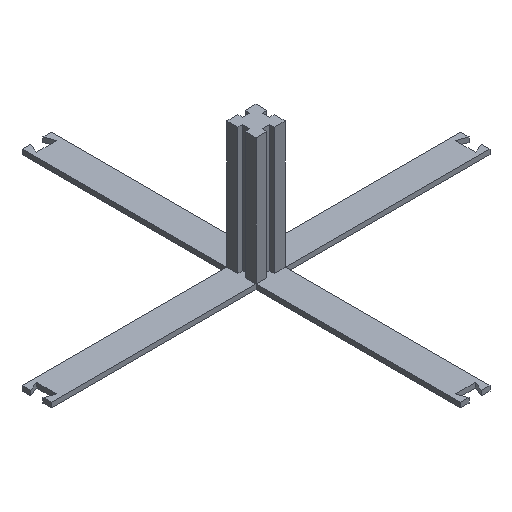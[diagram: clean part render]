
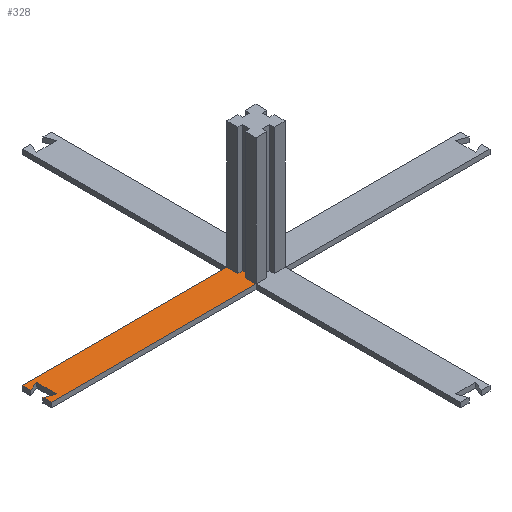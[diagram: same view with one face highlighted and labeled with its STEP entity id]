
A CAD part, isometric view. The second image highlights one B-rep face of the part: STEP entity #328.
In plain terms, the highlighted planar face has unit normal (0, 0, 1).
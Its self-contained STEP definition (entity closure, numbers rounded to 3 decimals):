
#24 = VERTEX_POINT('',#25);
#25 = CARTESIAN_POINT('',(-6.,6.,2.));
#31 = EDGE_CURVE('',#24,#32,#34,.T.);
#32 = VERTEX_POINT('',#33);
#33 = CARTESIAN_POINT('',(-90.,6.,2.));
#34 = LINE('',#35,#36);
#35 = CARTESIAN_POINT('',(-6.,6.,2.));
#36 = VECTOR('',#37,1.);
#37 = DIRECTION('',(-1.,0.,0.));
#93 = EDGE_CURVE('',#32,#94,#96,.T.);
#94 = VERTEX_POINT('',#95);
#95 = CARTESIAN_POINT('',(-90.,2.6,2.));
#96 = LINE('',#97,#98);
#97 = CARTESIAN_POINT('',(-90.,6.,2.));
#98 = VECTOR('',#99,1.);
#99 = DIRECTION('',(0.,-1.,0.));
#328 = ADVANCED_FACE('',(#329),#411,.T.);
#329 = FACE_BOUND('',#330,.T.);
#330 = EDGE_LOOP('',(#331,#339,#340,#341,#349,#357,#365,#373,#381,#389,
    #397,#405));
#331 = ORIENTED_EDGE('',*,*,#332,.F.);
#332 = EDGE_CURVE('',#24,#333,#335,.T.);
#333 = VERTEX_POINT('',#334);
#334 = CARTESIAN_POINT('',(-6.,1.5,2.));
#335 = LINE('',#336,#337);
#336 = CARTESIAN_POINT('',(-6.,6.,2.));
#337 = VECTOR('',#338,1.);
#338 = DIRECTION('',(0.,-1.,0.));
#339 = ORIENTED_EDGE('',*,*,#31,.T.);
#340 = ORIENTED_EDGE('',*,*,#93,.T.);
#341 = ORIENTED_EDGE('',*,*,#342,.T.);
#342 = EDGE_CURVE('',#94,#343,#345,.T.);
#343 = VERTEX_POINT('',#344);
#344 = CARTESIAN_POINT('',(-85.9,4.1,2.));
#345 = LINE('',#346,#347);
#346 = CARTESIAN_POINT('',(-90.,2.6,2.));
#347 = VECTOR('',#348,1.);
#348 = DIRECTION('',(0.939,0.344,0.));
#349 = ORIENTED_EDGE('',*,*,#350,.T.);
#350 = EDGE_CURVE('',#343,#351,#353,.T.);
#351 = VERTEX_POINT('',#352);
#352 = CARTESIAN_POINT('',(-85.9,-4.1,2.));
#353 = LINE('',#354,#355);
#354 = CARTESIAN_POINT('',(-85.9,4.1,2.));
#355 = VECTOR('',#356,1.);
#356 = DIRECTION('',(0.,-1.,0.));
#357 = ORIENTED_EDGE('',*,*,#358,.T.);
#358 = EDGE_CURVE('',#351,#359,#361,.T.);
#359 = VERTEX_POINT('',#360);
#360 = CARTESIAN_POINT('',(-90.,-2.6,2.));
#361 = LINE('',#362,#363);
#362 = CARTESIAN_POINT('',(-85.9,-4.1,2.));
#363 = VECTOR('',#364,1.);
#364 = DIRECTION('',(-0.939,0.344,0.));
#365 = ORIENTED_EDGE('',*,*,#366,.T.);
#366 = EDGE_CURVE('',#359,#367,#369,.T.);
#367 = VERTEX_POINT('',#368);
#368 = CARTESIAN_POINT('',(-90.,-6.,2.));
#369 = LINE('',#370,#371);
#370 = CARTESIAN_POINT('',(-90.,-2.6,2.));
#371 = VECTOR('',#372,1.);
#372 = DIRECTION('',(0.,-1.,0.));
#373 = ORIENTED_EDGE('',*,*,#374,.T.);
#374 = EDGE_CURVE('',#367,#375,#377,.T.);
#375 = VERTEX_POINT('',#376);
#376 = CARTESIAN_POINT('',(-6.,-6.,2.));
#377 = LINE('',#378,#379);
#378 = CARTESIAN_POINT('',(-90.,-6.,2.));
#379 = VECTOR('',#380,1.);
#380 = DIRECTION('',(1.,0.,0.));
#381 = ORIENTED_EDGE('',*,*,#382,.F.);
#382 = EDGE_CURVE('',#383,#375,#385,.T.);
#383 = VERTEX_POINT('',#384);
#384 = CARTESIAN_POINT('',(-6.,-1.5,2.));
#385 = LINE('',#386,#387);
#386 = CARTESIAN_POINT('',(-6.,-1.5,2.));
#387 = VECTOR('',#388,1.);
#388 = DIRECTION('',(0.,-1.,0.));
#389 = ORIENTED_EDGE('',*,*,#390,.F.);
#390 = EDGE_CURVE('',#391,#383,#393,.T.);
#391 = VERTEX_POINT('',#392);
#392 = CARTESIAN_POINT('',(-4.,-1.5,2.));
#393 = LINE('',#394,#395);
#394 = CARTESIAN_POINT('',(-4.,-1.5,2.));
#395 = VECTOR('',#396,1.);
#396 = DIRECTION('',(-1.,0.,0.));
#397 = ORIENTED_EDGE('',*,*,#398,.F.);
#398 = EDGE_CURVE('',#399,#391,#401,.T.);
#399 = VERTEX_POINT('',#400);
#400 = CARTESIAN_POINT('',(-4.,1.5,2.));
#401 = LINE('',#402,#403);
#402 = CARTESIAN_POINT('',(-4.,1.5,2.));
#403 = VECTOR('',#404,1.);
#404 = DIRECTION('',(0.,-1.,0.));
#405 = ORIENTED_EDGE('',*,*,#406,.F.);
#406 = EDGE_CURVE('',#333,#399,#407,.T.);
#407 = LINE('',#408,#409);
#408 = CARTESIAN_POINT('',(-6.,1.5,2.));
#409 = VECTOR('',#410,1.);
#410 = DIRECTION('',(1.,0.,0.));
#411 = PLANE('',#412);
#412 = AXIS2_PLACEMENT_3D('',#413,#414,#415);
#413 = CARTESIAN_POINT('',(0.,0.,2.));
#414 = DIRECTION('',(0.,0.,1.));
#415 = DIRECTION('',(1.,0.,0.));
